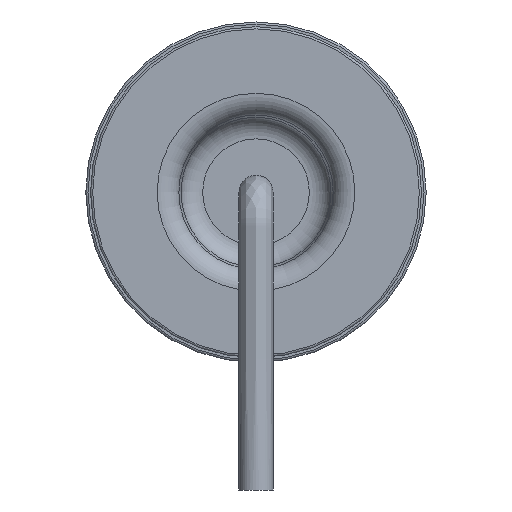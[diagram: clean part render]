
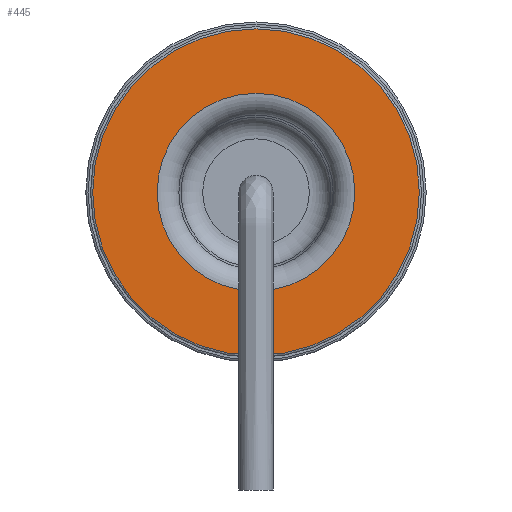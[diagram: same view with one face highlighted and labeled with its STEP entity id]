
A CAD part, left-side view. The second image highlights one B-rep face of the part: STEP entity #445.
In plain terms, the highlighted planar face has unit normal (-1, 0, 0).
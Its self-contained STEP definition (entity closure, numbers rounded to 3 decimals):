
#36=PLANE('',#487);
#55=ORIENTED_EDGE('',*,*,#101,.T.);
#56=ORIENTED_EDGE('',*,*,#102,.F.);
#101=EDGE_CURVE('',#125,#125,#149,.F.);
#102=EDGE_CURVE('',#126,#126,#150,.T.);
#125=VERTEX_POINT('',#645);
#126=VERTEX_POINT('',#647);
#149=CIRCLE('',#488,3.839);
#150=CIRCLE('',#489,2.324);
#175=EDGE_LOOP('',(#55));
#176=EDGE_LOOP('',(#56));
#223=FACE_BOUND('',#175,.T.);
#224=FACE_BOUND('',#176,.T.);
#445=ADVANCED_FACE('',(#223,#224),#36,.F.);
#487=AXIS2_PLACEMENT_3D('',#643,#555,#556);
#488=AXIS2_PLACEMENT_3D('',#644,#557,#558);
#489=AXIS2_PLACEMENT_3D('',#646,#559,#560);
#555=DIRECTION('',(1.,0.,0.));
#556=DIRECTION('',(0.,0.,-1.));
#557=DIRECTION('',(1.,0.,0.));
#558=DIRECTION('',(0.,0.,-1.));
#559=DIRECTION('',(-1.,0.,0.));
#560=DIRECTION('',(0.,0.,1.));
#643=CARTESIAN_POINT('',(-3.,0.,3.889));
#644=CARTESIAN_POINT('',(-3.,0.,0.));
#645=CARTESIAN_POINT('',(-3.,0.,-3.839));
#646=CARTESIAN_POINT('',(-3.,0.,0.));
#647=CARTESIAN_POINT('',(-3.,0.,2.324));
